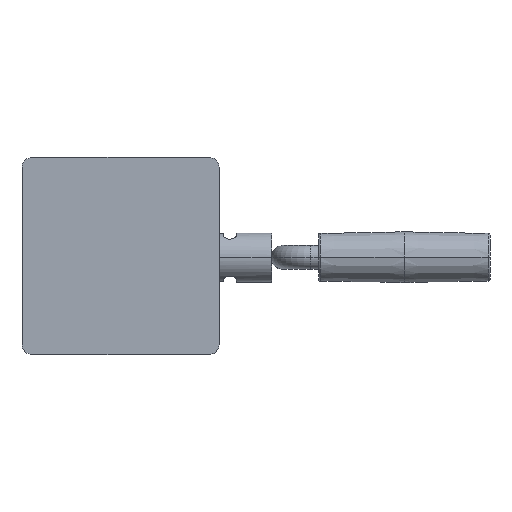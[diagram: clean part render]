
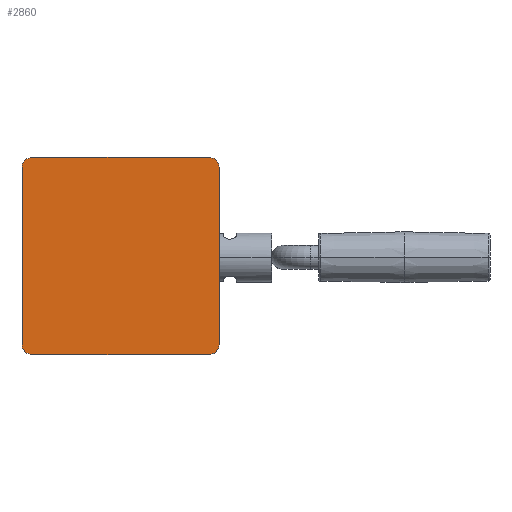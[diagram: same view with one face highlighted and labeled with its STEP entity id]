
A CAD part, top view. The second image highlights one B-rep face of the part: STEP entity #2860.
In plain terms, the highlighted planar face has unit normal (0, 0, 1).
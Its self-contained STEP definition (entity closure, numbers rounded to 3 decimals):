
#200=CARTESIAN_POINT('',(-17.5,-22.5,5.));
#210=VERTEX_POINT('',#200);
#240=CARTESIAN_POINT('',(-22.5,-22.5,5.));
#250=DIRECTION('',(1.,0.,0.));
#260=VECTOR('',#250,1.);
#270=LINE('',#240,#260);
#280=CARTESIAN_POINT('',(72.5,-22.5,5.));
#290=VERTEX_POINT('',#280);
#300=EDGE_CURVE('',#210,#290,#270,.T.);
#2200=CARTESIAN_POINT('',(52.576,1.481,5.));
#2210=DIRECTION('',(0.,0.,1.));
#2220=DIRECTION('',(1.,0.,0.));
#2230=AXIS2_PLACEMENT_3D('',#2200,#2210,#2220);
#2240=PLANE('',#2230);
#2250=CARTESIAN_POINT('',(72.5,-17.5,5.));
#2260=DIRECTION('',(0.,0.,1.));
#2270=DIRECTION('',(1.,0.,0.));
#2280=AXIS2_PLACEMENT_3D('',#2250,#2260,#2270);
#2290=CIRCLE('',#2280,5.);
#2300=CARTESIAN_POINT('',(77.5,-17.5,5.));
#2310=VERTEX_POINT('',#2300);
#2320=EDGE_CURVE('',#290,#2310,#2290,.T.);
#2330=ORIENTED_EDGE('',*,*,#2320,.T.);
#2340=ORIENTED_EDGE('',*,*,#300,.T.);
#2350=CARTESIAN_POINT('',(-17.5,-17.5,5.));
#2360=DIRECTION('',(0.,0.,1.));
#2370=DIRECTION('',(1.,0.,0.));
#2380=AXIS2_PLACEMENT_3D('',#2350,#2360,#2370);
#2390=CIRCLE('',#2380,5.);
#2400=CARTESIAN_POINT('',(-22.5,-17.5,5.));
#2410=VERTEX_POINT('',#2400);
#2420=EDGE_CURVE('',#2410,#210,#2390,.T.);
#2430=ORIENTED_EDGE('',*,*,#2420,.T.);
#2440=CARTESIAN_POINT('',(-22.5,77.5,5.));
#2450=DIRECTION('',(0.,-1.,0.));
#2460=VECTOR('',#2450,1.);
#2470=LINE('',#2440,#2460);
#2480=CARTESIAN_POINT('',(-22.5,72.5,5.));
#2490=VERTEX_POINT('',#2480);
#2500=EDGE_CURVE('',#2490,#2410,#2470,.T.);
#2510=ORIENTED_EDGE('',*,*,#2500,.T.);
#2520=CARTESIAN_POINT('',(-17.5,72.5,5.));
#2530=DIRECTION('',(0.,0.,1.));
#2540=DIRECTION('',(1.,0.,0.));
#2550=AXIS2_PLACEMENT_3D('',#2520,#2530,#2540);
#2560=CIRCLE('',#2550,5.);
#2570=CARTESIAN_POINT('',(-17.5,77.5,5.));
#2580=VERTEX_POINT('',#2570);
#2590=EDGE_CURVE('',#2580,#2490,#2560,.T.);
#2600=ORIENTED_EDGE('',*,*,#2590,.T.);
#2610=CARTESIAN_POINT('',(77.5,77.5,5.));
#2620=DIRECTION('',(-1.,0.,0.));
#2630=VECTOR('',#2620,1.);
#2640=LINE('',#2610,#2630);
#2650=CARTESIAN_POINT('',(72.5,77.5,5.));
#2660=VERTEX_POINT('',#2650);
#2670=EDGE_CURVE('',#2660,#2580,#2640,.T.);
#2680=ORIENTED_EDGE('',*,*,#2670,.T.);
#2690=CARTESIAN_POINT('',(72.5,72.5,5.));
#2700=DIRECTION('',(0.,0.,1.));
#2710=DIRECTION('',(1.,0.,0.));
#2720=AXIS2_PLACEMENT_3D('',#2690,#2700,#2710);
#2730=CIRCLE('',#2720,5.);
#2740=CARTESIAN_POINT('',(77.5,72.5,5.));
#2750=VERTEX_POINT('',#2740);
#2760=EDGE_CURVE('',#2750,#2660,#2730,.T.);
#2770=ORIENTED_EDGE('',*,*,#2760,.T.);
#2780=CARTESIAN_POINT('',(77.5,-22.5,5.));
#2790=DIRECTION('',(0.,1.,0.));
#2800=VECTOR('',#2790,1.);
#2810=LINE('',#2780,#2800);
#2820=EDGE_CURVE('',#2310,#2750,#2810,.T.);
#2830=ORIENTED_EDGE('',*,*,#2820,.T.);
#2840=EDGE_LOOP('',(#2830,#2770,#2680,#2600,#2510,#2430,#2340,#2330));
#2850=FACE_OUTER_BOUND('',#2840,.T.);
#2860=ADVANCED_FACE('',(#2850),#2240,.T.);
